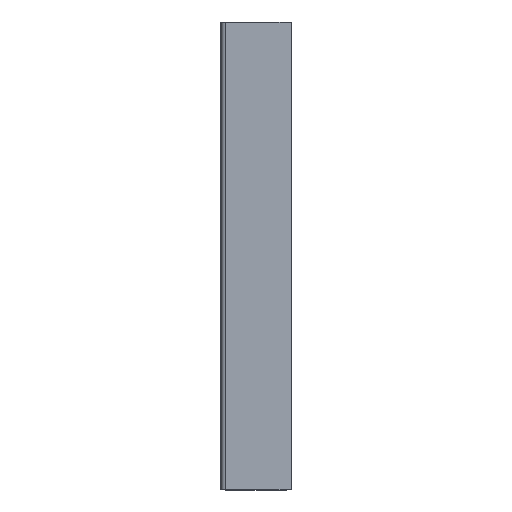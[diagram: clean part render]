
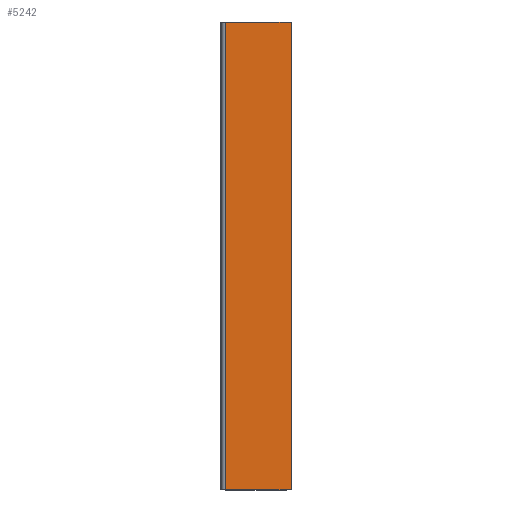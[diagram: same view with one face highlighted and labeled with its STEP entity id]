
A CAD part, top view. The second image highlights one B-rep face of the part: STEP entity #5242.
In plain terms, the highlighted planar face has unit normal (0, 0, 1).
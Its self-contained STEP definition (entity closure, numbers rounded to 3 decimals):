
#6 = DIRECTION ( 'NONE',  ( 0., -1., 0. ) ) ;
#524 = DIRECTION ( 'NONE',  ( 0., 0., 1. ) ) ;
#568 = DIRECTION ( 'NONE',  ( 1., 0., 0. ) ) ;
#623 = VECTOR ( 'NONE', #2597, 1000. ) ;
#682 = VERTEX_POINT ( 'NONE', #5534 ) ;
#808 = VECTOR ( 'NONE', #3294, 1000. ) ;
#1053 = DIRECTION ( 'NONE',  ( 1., 0., 0. ) ) ;
#1058 = EDGE_CURVE ( 'NONE', #4677, #4731, #5693, .T. ) ;
#1116 = CARTESIAN_POINT ( 'NONE',  ( -13., 0., 15. ) ) ;
#1200 = VECTOR ( 'NONE', #6, 1000. ) ;
#1413 = EDGE_LOOP ( 'NONE', ( #2148, #2221, #2893, #1632 ) ) ;
#1632 = ORIENTED_EDGE ( 'NONE', *, *, #3312, .T. ) ;
#1938 = CARTESIAN_POINT ( 'NONE',  ( -13., 200., 15. ) ) ;
#2148 = ORIENTED_EDGE ( 'NONE', *, *, #3893, .T. ) ;
#2150 = CARTESIAN_POINT ( 'NONE',  ( 15., 0., 15. ) ) ;
#2221 = ORIENTED_EDGE ( 'NONE', *, *, #5601, .T. ) ;
#2360 = LINE ( 'NONE', #2150, #623 ) ;
#2597 = DIRECTION ( 'NONE',  ( 0., 1., 0. ) ) ;
#2743 = LINE ( 'NONE', #4966, #1200 ) ;
#2744 = LINE ( 'NONE', #5461, #3645 ) ;
#2805 = CARTESIAN_POINT ( 'NONE',  ( -13., 0., 15. ) ) ;
#2813 = CARTESIAN_POINT ( 'NONE',  ( 15., 200., 15. ) ) ;
#2848 = CARTESIAN_POINT ( 'NONE',  ( -13., 200., 15. ) ) ;
#2893 = ORIENTED_EDGE ( 'NONE', *, *, #1058, .T. ) ;
#3211 = PLANE ( 'NONE',  #5139 ) ;
#3294 = DIRECTION ( 'NONE',  ( -1., 0., 0. ) ) ;
#3312 = EDGE_CURVE ( 'NONE', #4731, #5353, #2743, .T. ) ;
#3645 = VECTOR ( 'NONE', #1053, 1000. ) ;
#3893 = EDGE_CURVE ( 'NONE', #5353, #682, #2744, .T. ) ;
#4677 = VERTEX_POINT ( 'NONE', #2813 ) ;
#4731 = VERTEX_POINT ( 'NONE', #1938 ) ;
#4938 = FACE_OUTER_BOUND ( 'NONE', #1413, .T. ) ;
#4966 = CARTESIAN_POINT ( 'NONE',  ( -13., 0., 15. ) ) ;
#5139 = AXIS2_PLACEMENT_3D ( 'NONE', #2805, #524, #568 ) ;
#5242 = ADVANCED_FACE ( 'NONE', ( #4938 ), #3211, .T. ) ;
#5353 = VERTEX_POINT ( 'NONE', #1116 ) ;
#5461 = CARTESIAN_POINT ( 'NONE',  ( -13., 0., 15. ) ) ;
#5534 = CARTESIAN_POINT ( 'NONE',  ( 15., 0., 15. ) ) ;
#5601 = EDGE_CURVE ( 'NONE', #682, #4677, #2360, .T. ) ;
#5693 = LINE ( 'NONE', #2848, #808 ) ;
